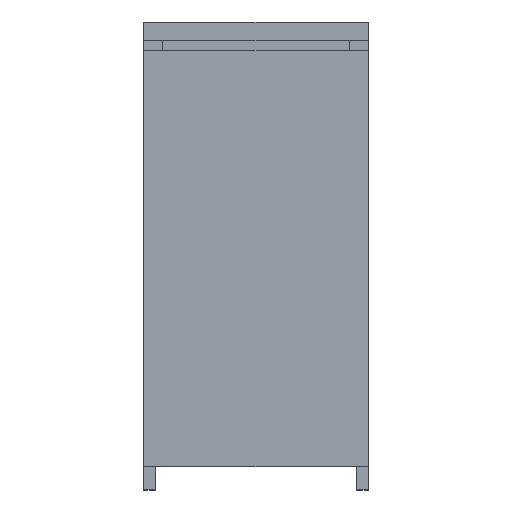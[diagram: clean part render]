
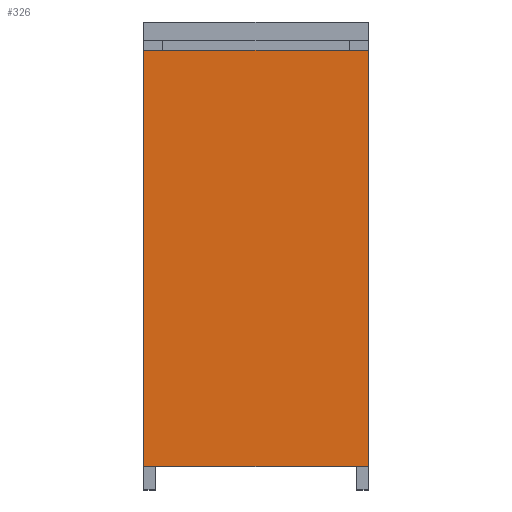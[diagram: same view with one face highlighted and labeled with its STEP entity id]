
A CAD part, top view. The second image highlights one B-rep face of the part: STEP entity #326.
In plain terms, the highlighted planar face has unit normal (0, 0, 1).
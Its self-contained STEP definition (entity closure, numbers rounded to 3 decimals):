
#31 = DIRECTION ( 'NONE',  ( 0., -1., 0. ) ) ;
#40 = LINE ( 'NONE', #702, #226 ) ;
#69 = PLANE ( 'NONE',  #370 ) ;
#113 = EDGE_CURVE ( 'NONE', #166, #437, #746, .T. ) ;
#129 = VERTEX_POINT ( 'NONE', #740 ) ;
#166 = VERTEX_POINT ( 'NONE', #204 ) ;
#204 = CARTESIAN_POINT ( 'NONE',  ( -4., 89., 24. ) ) ;
#226 = VECTOR ( 'NONE', #31, 1000. ) ;
#230 = CARTESIAN_POINT ( 'NONE',  ( 44., 89., 24. ) ) ;
#275 = DIRECTION ( 'NONE',  ( -1., 0., 0. ) ) ;
#303 = EDGE_CURVE ( 'NONE', #427, #129, #496, .T. ) ;
#326 = ADVANCED_FACE ( 'NONE', ( #479 ), #69, .F. ) ;
#343 = DIRECTION ( 'NONE',  ( 0., -1., 0. ) ) ;
#352 = ORIENTED_EDGE ( 'NONE', *, *, #586, .F. ) ;
#364 = ORIENTED_EDGE ( 'NONE', *, *, #113, .F. ) ;
#370 = AXIS2_PLACEMENT_3D ( 'NONE', #611, #881, #275 ) ;
#427 = VERTEX_POINT ( 'NONE', #494 ) ;
#431 = EDGE_CURVE ( 'NONE', #166, #427, #825, .T. ) ;
#437 = VERTEX_POINT ( 'NONE', #230 ) ;
#441 = VECTOR ( 'NONE', #762, 1000. ) ;
#479 = FACE_OUTER_BOUND ( 'NONE', #858, .T. ) ;
#494 = CARTESIAN_POINT ( 'NONE',  ( -4., 0., 24. ) ) ;
#496 = LINE ( 'NONE', #501, #441 ) ;
#501 = CARTESIAN_POINT ( 'NONE',  ( -4., 0., 24. ) ) ;
#516 = ORIENTED_EDGE ( 'NONE', *, *, #431, .T. ) ;
#521 = VECTOR ( 'NONE', #343, 1000. ) ;
#586 = EDGE_CURVE ( 'NONE', #437, #129, #40, .T. ) ;
#611 = CARTESIAN_POINT ( 'NONE',  ( -4., 95., 24. ) ) ;
#700 = ORIENTED_EDGE ( 'NONE', *, *, #303, .T. ) ;
#702 = CARTESIAN_POINT ( 'NONE',  ( 44., 95., 24. ) ) ;
#740 = CARTESIAN_POINT ( 'NONE',  ( 44., 0., 24. ) ) ;
#746 = LINE ( 'NONE', #815, #829 ) ;
#761 = CARTESIAN_POINT ( 'NONE',  ( -4., 95., 24. ) ) ;
#762 = DIRECTION ( 'NONE',  ( 1., 0., 0. ) ) ;
#815 = CARTESIAN_POINT ( 'NONE',  ( -6.597, 89., 24. ) ) ;
#825 = LINE ( 'NONE', #761, #521 ) ;
#829 = VECTOR ( 'NONE', #880, 1000. ) ;
#858 = EDGE_LOOP ( 'NONE', ( #352, #364, #516, #700 ) ) ;
#880 = DIRECTION ( 'NONE',  ( 1., 0., 0. ) ) ;
#881 = DIRECTION ( 'NONE',  ( 0., 0., -1. ) ) ;
